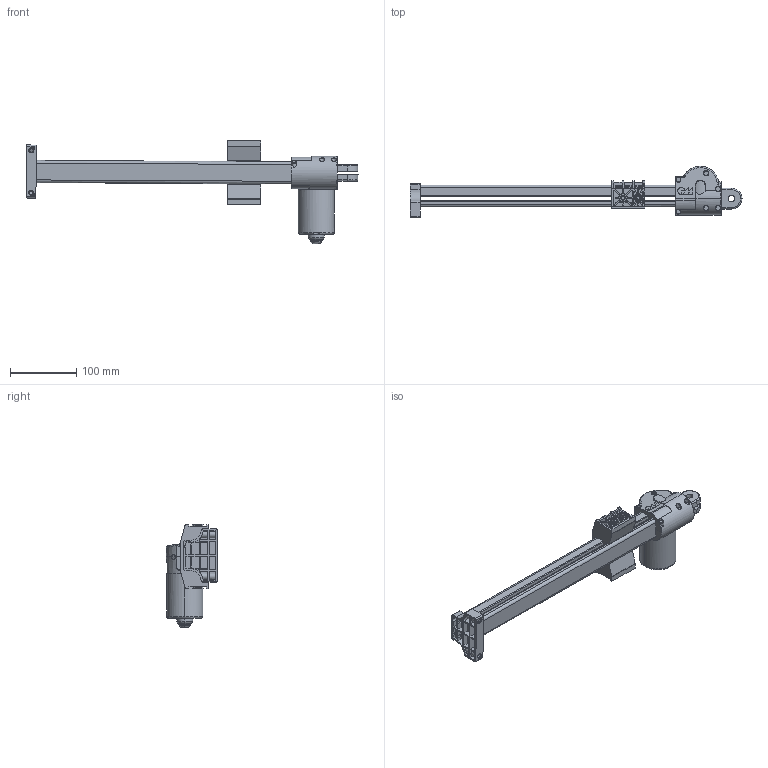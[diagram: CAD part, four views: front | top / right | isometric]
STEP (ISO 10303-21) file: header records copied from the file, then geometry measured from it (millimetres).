
FILE_DESCRIPTION (( 'STEP AP203' ), '1' );
FILE_NAME ('Betadrive 5 mit Gabelkopf.STEP', '2019-06-06T08:53:14', ( '' ), ( '' ), 'SwSTEP 2.0', 'SolidWorks 2018', '' );
FILE_SCHEMA (( 'CONFIG_CONTROL_DESIGN' ));
Length unit declared in the file: millimetre
Products named in the file (1): Betadrive 5 mit Gabelkopf
Bounding box: 500.88 x 77.72 x 155.52 mm (x, y, z)
Volume: 628605.8 mm3; surface area: 218242.1 mm2
Topology: 2 solids, 3 shells, 1323 faces, 3488 edges, 2216 vertices
Faces by surface type: plane 580, cylinder 445, bspline 167, cone 74, sphere 31, torus 26
Entity records: 58782 total; most frequent: CARTESIAN_POINT 27325, ORIENTED_EDGE 6954, DIRECTION 6109, EDGE_CURVE 3477, VERTEX_POINT 2216, AXIS2_PLACEMENT_3D 2083, LINE 1943, VECTOR 1943
